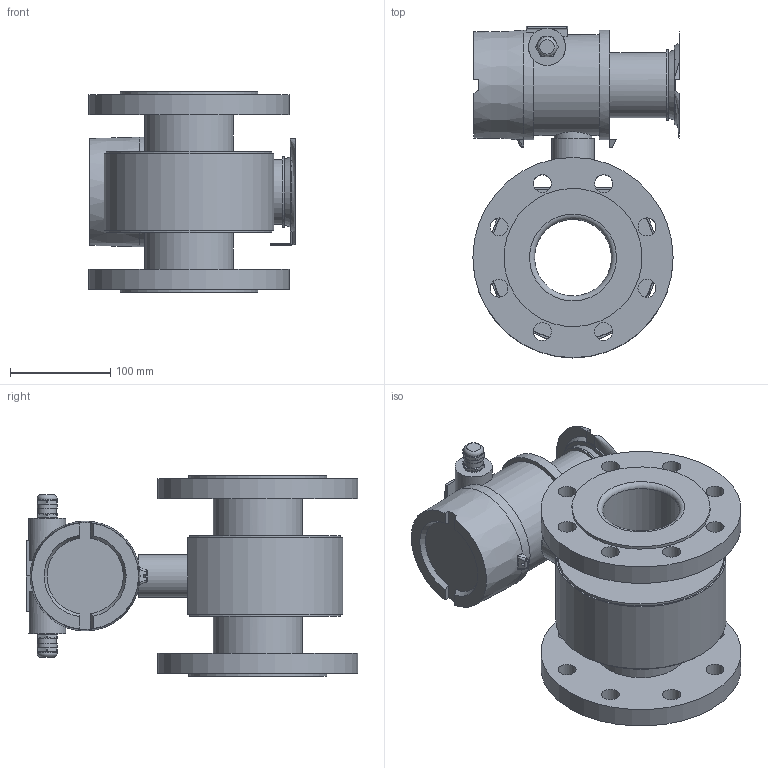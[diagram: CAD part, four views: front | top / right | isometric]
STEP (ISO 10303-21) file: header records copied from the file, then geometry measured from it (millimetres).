
FILE_DESCRIPTION(/* description */ (''),/* implementation_level */ '2;1');
FILE_NAME(/* name */ 'magflux A DN80 kompakt.stp',/* time_stamp */ '2021-11-30T00:58:01+01:00',/* author */ ('g.duesseldorf'),/* organization */ (''),/* preprocessor_version */ 'ST-DEVELOPER v18.1',/* originating_system */ 'Autodesk Inventor 2022',/* authorisation */ '');
FILE_SCHEMA (('CONFIG_CONTROL_DESIGN'));
Length unit declared in the file: millimetre
Products named in the file (1): magflux A DN80 kompakt_Ersatzobjekt_1
Bounding box: 206 x 331.5 x 200.5 mm (x, y, z)
Volume: 2971672 mm3; surface area: 556423.8 mm2
Topology: 7 solids, 8 shells, 327 faces, 777 edges, 493 vertices
Faces by surface type: plane 148, cylinder 103, cone 59, torus 10, bspline 5, sphere 2
Full cylindrical faces by diameter (mm): 3 x2, 5 x2, 5.4 x2, 17 x4, 18 x16, 18.376 x1, 18.6 x4, 19.8 x4, 20 x1, 37 x2, 37.8 x1, 40.5 x1, 42 x1, 65 x1, 70.25 x1, 76.9 x1, 78 x1, 82.9 x2, 88.9 x3, 89.6 x4, 100.8 x1, 109.6 x2, 138 x2, 200 x2
Entity records: 10458 total; most frequent: CARTESIAN_POINT 2490, DIRECTION 1606, ORIENTED_EDGE 1550, EDGE_CURVE 775, AXIS2_PLACEMENT_3D 655, VERTEX_POINT 493, EDGE_LOOP 406, STYLED_ITEM 334
